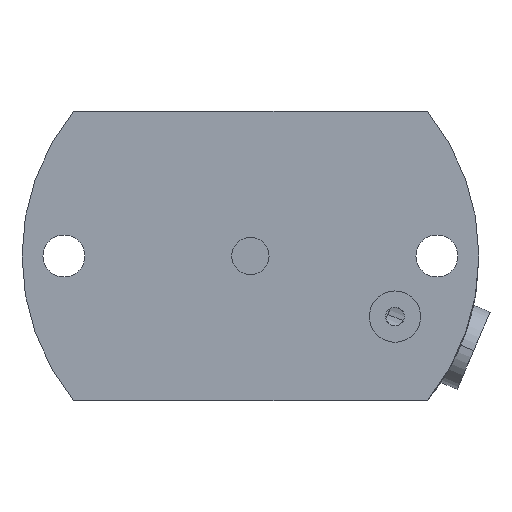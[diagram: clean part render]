
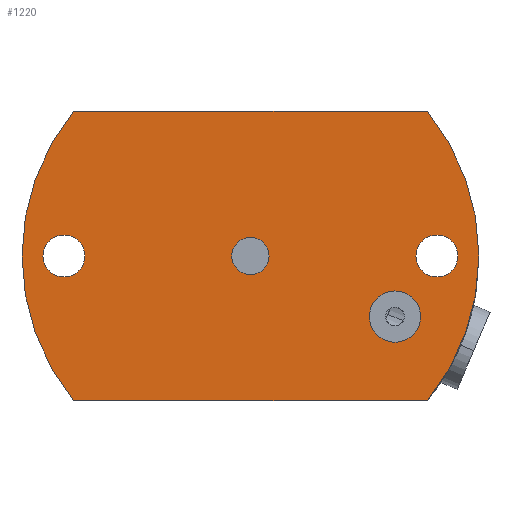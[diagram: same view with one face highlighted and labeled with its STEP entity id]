
A CAD part, front view. The second image highlights one B-rep face of the part: STEP entity #1220.
In plain terms, the highlighted planar face has unit normal (0, -1, 0).
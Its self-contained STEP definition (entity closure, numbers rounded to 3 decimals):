
#329=CARTESIAN_POINT('',(0.,0.,0.));
#330=DIRECTION('',(0.,1.,0.));
#331=DIRECTION('',(-0.774,0.,-0.633));
#332=AXIS2_PLACEMENT_3D('',#329,#330,#331);
#334=DIRECTION('',(1.,0.,0.));
#335=VECTOR('',#334,75.895);
#336=CARTESIAN_POINT('',(-37.947,0.,31.));
#337=LINE('',#336,#335);
#338=CARTESIAN_POINT('',(0.,0.,0.));
#339=DIRECTION('',(0.,1.,0.));
#340=DIRECTION('',(0.774,0.,0.633));
#341=AXIS2_PLACEMENT_3D('',#338,#339,#340);
#343=DIRECTION('',(-1.,0.,0.));
#344=VECTOR('',#343,75.895);
#345=CARTESIAN_POINT('',(37.947,0.,-31.));
#346=LINE('',#345,#344);
#347=CARTESIAN_POINT('',(31.,0.,-13.));
#348=DIRECTION('',(0.,1.,0.));
#349=DIRECTION('',(1.,0.,0.));
#350=AXIS2_PLACEMENT_3D('',#347,#348,#349);
#352=CARTESIAN_POINT('',(31.,0.,-13.));
#353=DIRECTION('',(0.,1.,0.));
#354=DIRECTION('',(-1.,0.,0.));
#355=AXIS2_PLACEMENT_3D('',#352,#353,#354);
#357=CARTESIAN_POINT('',(0.,0.,0.));
#358=DIRECTION('',(0.,-1.,0.));
#359=DIRECTION('',(1.,0.,0.));
#360=AXIS2_PLACEMENT_3D('',#357,#358,#359);
#362=CARTESIAN_POINT('',(0.,0.,0.));
#363=DIRECTION('',(0.,-1.,0.));
#364=DIRECTION('',(-1.,0.,0.));
#365=AXIS2_PLACEMENT_3D('',#362,#363,#364);
#367=CARTESIAN_POINT('',(-40.,0.,0.));
#368=DIRECTION('',(0.,-1.,0.));
#369=DIRECTION('',(-1.,0.,0.));
#370=AXIS2_PLACEMENT_3D('',#367,#368,#369);
#372=CARTESIAN_POINT('',(-40.,0.,0.));
#373=DIRECTION('',(0.,-1.,0.));
#374=DIRECTION('',(1.,0.,0.));
#375=AXIS2_PLACEMENT_3D('',#372,#373,#374);
#377=CARTESIAN_POINT('',(40.,0.,0.));
#378=DIRECTION('',(0.,-1.,0.));
#379=DIRECTION('',(-1.,0.,0.));
#380=AXIS2_PLACEMENT_3D('',#377,#378,#379);
#382=CARTESIAN_POINT('',(40.,0.,0.));
#383=DIRECTION('',(0.,-1.,0.));
#384=DIRECTION('',(1.,0.,0.));
#385=AXIS2_PLACEMENT_3D('',#382,#383,#384);
#648=CARTESIAN_POINT('',(44.5,0.,0.));
#650=VERTEX_POINT('',#648);
#651=CARTESIAN_POINT('',(35.5,0.,0.));
#652=VERTEX_POINT('',#651);
#671=CARTESIAN_POINT('',(-37.947,0.,-31.));
#672=VERTEX_POINT('',#671);
#673=CARTESIAN_POINT('',(37.947,0.,-31.));
#674=VERTEX_POINT('',#673);
#675=CARTESIAN_POINT('',(-37.947,0.,31.));
#676=VERTEX_POINT('',#675);
#677=CARTESIAN_POINT('',(37.947,0.,31.));
#678=VERTEX_POINT('',#677);
#682=CARTESIAN_POINT('',(4.,0.,0.));
#683=CARTESIAN_POINT('',(-4.,0.,0.));
#684=VERTEX_POINT('',#682);
#685=VERTEX_POINT('',#683);
#686=CARTESIAN_POINT('',(-44.5,0.,0.));
#687=CARTESIAN_POINT('',(-35.5,0.,0.));
#688=VERTEX_POINT('',#686);
#689=VERTEX_POINT('',#687);
#762=CARTESIAN_POINT('',(36.5,0.,-13.));
#764=VERTEX_POINT('',#762);
#768=CARTESIAN_POINT('',(25.5,0.,-13.));
#769=VERTEX_POINT('',#768);
#1185=CARTESIAN_POINT('',(0.,0.,0.));
#1186=DIRECTION('',(0.,1.,0.));
#1187=DIRECTION('',(0.,0.,1.));
#1188=AXIS2_PLACEMENT_3D('',#1185,#1186,#1187);
#1189=PLANE('',#1188);
#1190=ORIENTED_EDGE('',*,*,#1152,.T.);
#1191=ORIENTED_EDGE('',*,*,#1172,.T.);
#1192=ORIENTED_EDGE('',*,*,#1064,.T.);
#1193=ORIENTED_EDGE('',*,*,#1131,.T.);
#1194=EDGE_LOOP('',(#1190,#1191,#1192,#1193));
#1195=FACE_OUTER_BOUND('',#1194,.F.);
#1197=ORIENTED_EDGE('',*,*,#1196,.F.);
#1199=ORIENTED_EDGE('',*,*,#1198,.F.);
#1200=EDGE_LOOP('',(#1197,#1199));
#1201=FACE_BOUND('',#1200,.F.);
#1203=ORIENTED_EDGE('',*,*,#1202,.T.);
#1205=ORIENTED_EDGE('',*,*,#1204,.T.);
#1206=EDGE_LOOP('',(#1203,#1205));
#1207=FACE_BOUND('',#1206,.F.);
#1209=ORIENTED_EDGE('',*,*,#1208,.T.);
#1211=ORIENTED_EDGE('',*,*,#1210,.T.);
#1212=EDGE_LOOP('',(#1209,#1211));
#1213=FACE_BOUND('',#1212,.F.);
#1215=ORIENTED_EDGE('',*,*,#1214,.T.);
#1217=ORIENTED_EDGE('',*,*,#1216,.T.);
#1218=EDGE_LOOP('',(#1215,#1217));
#1219=FACE_BOUND('',#1218,.F.);
#1220=ADVANCED_FACE('',(#1195,#1201,#1207,#1213,#1219),#1189,.F.);
#333=CIRCLE('',#332,49.);
#342=CIRCLE('',#341,49.);
#351=CIRCLE('',#350,5.5);
#356=CIRCLE('',#355,5.5);
#361=CIRCLE('',#360,4.);
#366=CIRCLE('',#365,4.);
#371=CIRCLE('',#370,4.5);
#376=CIRCLE('',#375,4.5);
#381=CIRCLE('',#380,4.5);
#386=CIRCLE('',#385,4.5);
#1064=EDGE_CURVE('',#678,#674,#342,.T.);
#1131=EDGE_CURVE('',#674,#672,#346,.T.);
#1152=EDGE_CURVE('',#672,#676,#333,.T.);
#1172=EDGE_CURVE('',#676,#678,#337,.T.);
#1196=EDGE_CURVE('',#764,#769,#351,.T.);
#1198=EDGE_CURVE('',#769,#764,#356,.T.);
#1202=EDGE_CURVE('',#684,#685,#361,.T.);
#1204=EDGE_CURVE('',#685,#684,#366,.T.);
#1208=EDGE_CURVE('',#688,#689,#371,.T.);
#1210=EDGE_CURVE('',#689,#688,#376,.T.);
#1214=EDGE_CURVE('',#652,#650,#381,.T.);
#1216=EDGE_CURVE('',#650,#652,#386,.T.);
